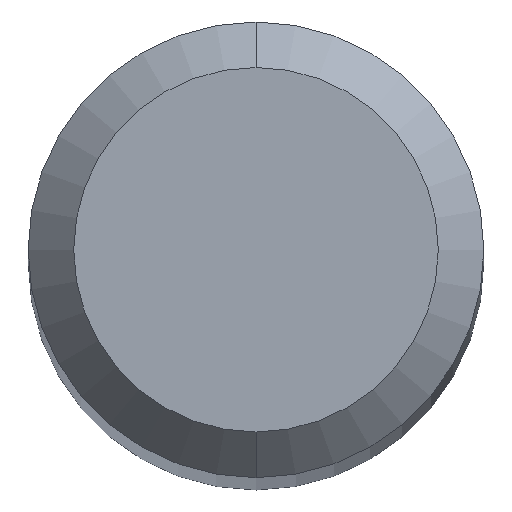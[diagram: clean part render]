
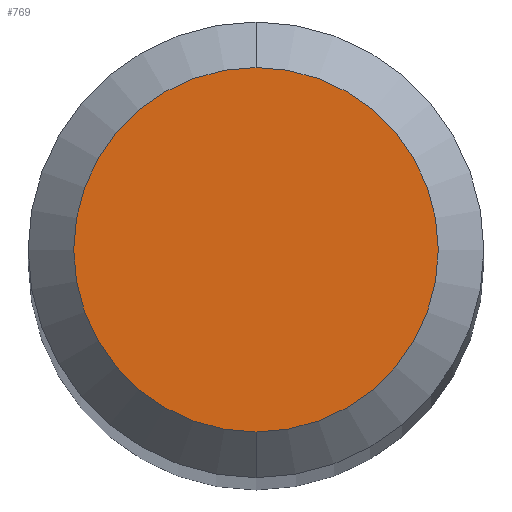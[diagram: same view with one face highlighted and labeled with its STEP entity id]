
A CAD part, top view. The second image highlights one B-rep face of the part: STEP entity #769.
In plain terms, the highlighted planar face has unit normal (0, 0, 1).
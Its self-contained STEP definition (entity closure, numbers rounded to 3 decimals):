
#445=EDGE_CURVE('',#467,#633,#1078,.T.);
#467=VERTEX_POINT('',#1101);
#485=EDGE_CURVE('',#633,#467,#1121,.T.);
#633=VERTEX_POINT('',#1279);
#769=ADVANCED_FACE('',(#1427),#1428,.T.);
#1078=CIRCLE('',#2618,1.2);
#1101=CARTESIAN_POINT('',(0.0,1.2,0.0));
#1121=CIRCLE('',#2716,1.2);
#1279=CARTESIAN_POINT('',(0.,-1.2,0.0));
#1427=FACE_OUTER_BOUND('',#5201,.T.);
#1428=PLANE('',#5202);
#2618=AXIS2_PLACEMENT_3D('',#6110,#6111,#6112);
#2716=AXIS2_PLACEMENT_3D('',#6146,#6147,#6148);
#5201=EDGE_LOOP('',(#6445,#6446));
#5202=AXIS2_PLACEMENT_3D('',#6447,#6448,#6449);
#6110=CARTESIAN_POINT('',(0.0,0.0,0.0));
#6111=DIRECTION('',(0.0,0.0,-1.0));
#6112=DIRECTION('',(0.0,1.0,0.0));
#6146=CARTESIAN_POINT('',(0.0,0.0,0.0));
#6147=DIRECTION('',(0.0,0.0,-1.0));
#6148=DIRECTION('',(0.0,1.0,0.0));
#6445=ORIENTED_EDGE('',*,*,#445,.F.);
#6446=ORIENTED_EDGE('',*,*,#485,.F.);
#6447=CARTESIAN_POINT('',(0.0,0.6,0.0));
#6448=DIRECTION('',(-0.0,0.0,1.0));
#6449=DIRECTION('',(0.0,-1.0,0.0));
